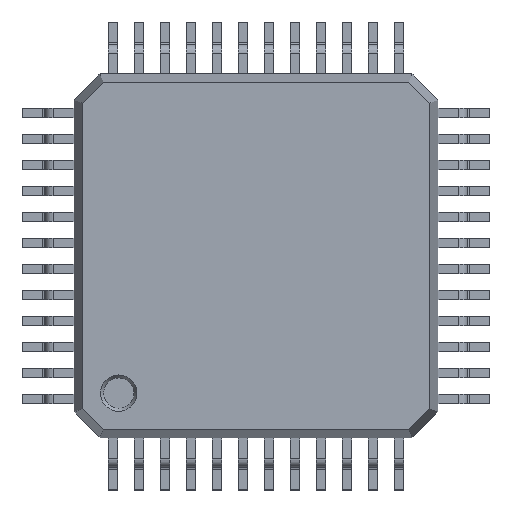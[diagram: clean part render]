
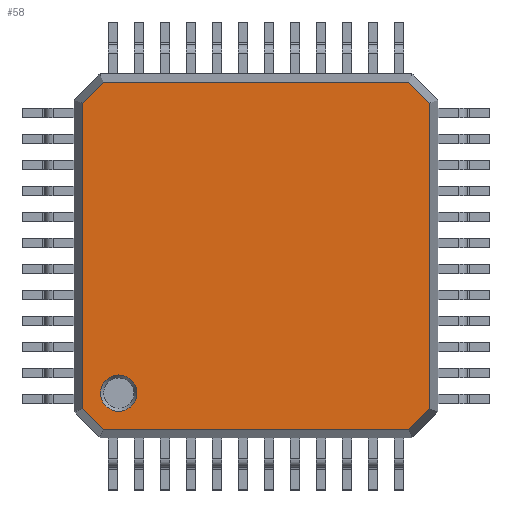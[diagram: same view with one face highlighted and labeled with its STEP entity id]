
A CAD part, top view. The second image highlights one B-rep face of the part: STEP entity #58.
In plain terms, the highlighted planar face has unit normal (0, 0, 1).
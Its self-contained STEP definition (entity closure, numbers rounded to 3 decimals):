
#58=ADVANCED_FACE('',(#5926,#5928),#5930,.T.);
#5926=FACE_BOUND('',#5927,.T.);
#5927=EDGE_LOOP('',(#10590,#10591,#10592,#10593,#10594,#10595,#10596,#10597));
#5928=FACE_BOUND('',#5929,.T.);
#5929=EDGE_LOOP('',(#10598));
#5930=PLANE('',#5931);
#5931=AXIS2_PLACEMENT_3D('',#5932,#5933,#5934);
#5932=CARTESIAN_POINT('',(0.,0.,1.5));
#5933=DIRECTION('',(0.,0.,1.));
#5934=DIRECTION('',(1.,0.,0.));
#10590=ORIENTED_EDGE('',*,*,#14162,.T.);
#10591=ORIENTED_EDGE('',*,*,#14163,.F.);
#10592=ORIENTED_EDGE('',*,*,#14164,.T.);
#10593=ORIENTED_EDGE('',*,*,#14165,.F.);
#10594=ORIENTED_EDGE('',*,*,#14166,.T.);
#10595=ORIENTED_EDGE('',*,*,#14167,.F.);
#10596=ORIENTED_EDGE('',*,*,#14168,.T.);
#10597=ORIENTED_EDGE('',*,*,#14169,.F.);
#10598=ORIENTED_EDGE('',*,*,#14170,.T.);
#14162=EDGE_CURVE('',#15948,#15949,#15950,.T.);
#14163=EDGE_CURVE('',#15951,#15949,#15952,.F.);
#14164=EDGE_CURVE('',#15951,#15953,#15954,.T.);
#14165=EDGE_CURVE('',#15955,#15953,#15956,.F.);
#14166=EDGE_CURVE('',#15955,#15957,#15958,.T.);
#14167=EDGE_CURVE('',#15959,#15957,#15960,.F.);
#14168=EDGE_CURVE('',#15959,#15961,#15962,.T.);
#14169=EDGE_CURVE('',#15948,#15961,#15963,.F.);
#14170=EDGE_CURVE('',#15964,#15964,#15965,.F.);
#15948=VERTEX_POINT('',#18920);
#15949=VERTEX_POINT('',#18921);
#15950=LINE('',#18922,#18923);
#15951=VERTEX_POINT('',#18925);
#15952=LINE('',#18926,#18927);
#15953=VERTEX_POINT('',#18929);
#15954=LINE('',#18930,#18931);
#15955=VERTEX_POINT('',#18933);
#15956=LINE('',#18934,#18935);
#15957=VERTEX_POINT('',#18937);
#15958=LINE('',#18938,#18939);
#15959=VERTEX_POINT('',#18941);
#15960=LINE('',#18942,#18943);
#15961=VERTEX_POINT('',#18945);
#15962=LINE('',#18946,#18947);
#15963=LINE('',#18949,#18950);
#15964=VERTEX_POINT('',#18952);
#15965=CIRCLE('',#18953,0.35);
#18920=CARTESIAN_POINT('',(3.34,-2.934,1.5));
#18921=CARTESIAN_POINT('',(3.34,2.934,1.5));
#18922=CARTESIAN_POINT('',(3.34,-2.934,1.5));
#18923=VECTOR('',#18924,1.);
#18924=DIRECTION('',(0.,1.,0.));
#18925=CARTESIAN_POINT('',(2.934,3.34,1.5));
#18926=CARTESIAN_POINT('',(3.34,2.934,1.5));
#18927=VECTOR('',#18928,1.);
#18928=DIRECTION('',(-0.707,0.707,0.));
#18929=CARTESIAN_POINT('',(-2.934,3.34,1.5));
#18930=CARTESIAN_POINT('',(2.934,3.34,1.5));
#18931=VECTOR('',#18932,1.);
#18932=DIRECTION('',(-1.,0.,0.));
#18933=CARTESIAN_POINT('',(-3.34,2.934,1.5));
#18934=CARTESIAN_POINT('',(-2.934,3.34,1.5));
#18935=VECTOR('',#18936,1.);
#18936=DIRECTION('',(-0.707,-0.707,0.));
#18937=CARTESIAN_POINT('',(-3.34,-2.934,1.5));
#18938=CARTESIAN_POINT('',(-3.34,2.934,1.5));
#18939=VECTOR('',#18940,1.);
#18940=DIRECTION('',(0.,-1.,0.));
#18941=CARTESIAN_POINT('',(-2.934,-3.34,1.5));
#18942=CARTESIAN_POINT('',(-3.34,-2.934,1.5));
#18943=VECTOR('',#18944,1.);
#18944=DIRECTION('',(0.707,-0.707,0.));
#18945=CARTESIAN_POINT('',(2.934,-3.34,1.5));
#18946=CARTESIAN_POINT('',(-2.934,-3.34,1.5));
#18947=VECTOR('',#18948,1.);
#18948=DIRECTION('',(1.,0.,0.));
#18949=CARTESIAN_POINT('',(2.934,-3.34,1.5));
#18950=VECTOR('',#18951,1.);
#18951=DIRECTION('',(0.707,0.707,0.));
#18952=CARTESIAN_POINT('',(-2.29,-2.64,1.5));
#18953=AXIS2_PLACEMENT_3D('',#18954,#18955,#18956);
#18954=CARTESIAN_POINT('',(-2.64,-2.64,1.5));
#18955=DIRECTION('',(0.,0.,1.));
#18956=DIRECTION('',(1.,0.,0.));
